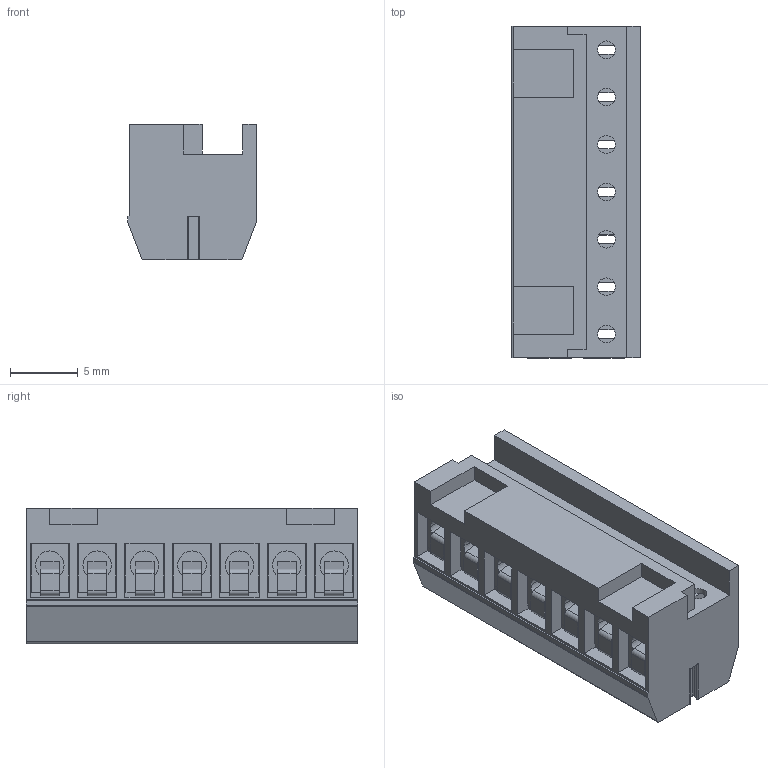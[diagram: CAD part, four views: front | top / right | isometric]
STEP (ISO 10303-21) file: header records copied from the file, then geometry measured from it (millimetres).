
FILE_DESCRIPTION((''),'2;1');
FILE_NAME('0','2024-11-15T14:23:53',('sheji'),(''),'CREO PARAMETRIC BY PTC INC, 2018100','CREO PARAMETRIC BY PTC INC, 2018100','');
FILE_SCHEMA(('CONFIG_CONTROL_DESIGN'));
Length unit declared in the file: millimetre
Products named in the file (1): 0
Bounding box: 9.5 x 24.5 x 10 mm (x, y, z)
Volume: 1696.7 mm3; surface area: 1997.1 mm2
Topology: 1 solids, 1 shells, 445 faces, 1140 edges, 711 vertices
Faces by surface type: plane 265, cylinder 110, cone 28, bspline 21, extrusion 21
Entity records: 14318 total; most frequent: CARTESIAN_POINT 3491, ORIENTED_EDGE 2280, DIRECTION 2152, EDGE_CURVE 1140, VECTOR 794, LINE 773, VERTEX_POINT 711, AXIS2_PLACEMENT_3D 679
